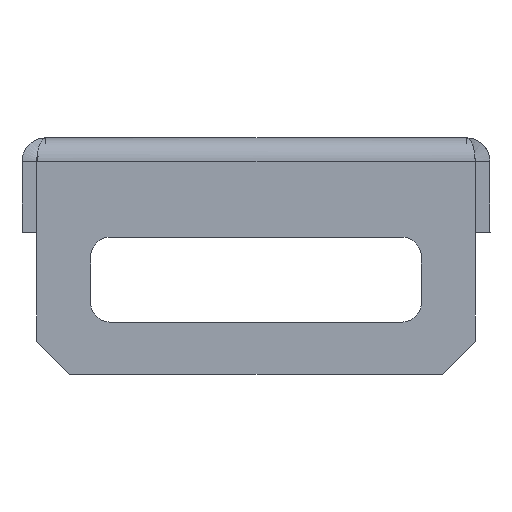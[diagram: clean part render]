
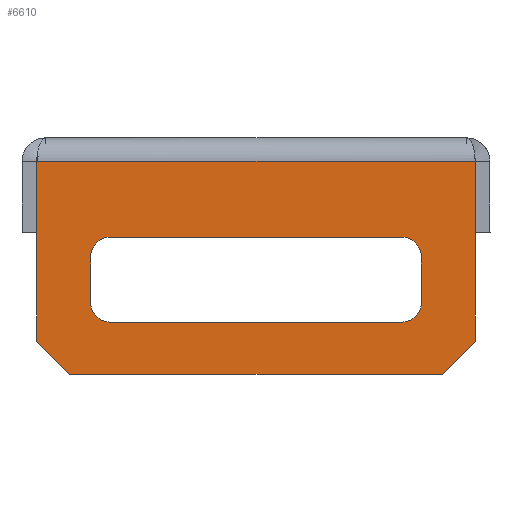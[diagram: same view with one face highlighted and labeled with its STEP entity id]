
A CAD part, left-side view. The second image highlights one B-rep face of the part: STEP entity #6610.
In plain terms, the highlighted planar face has unit normal (-1, 0, 0).
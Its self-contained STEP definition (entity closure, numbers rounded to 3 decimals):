
#206 = CARTESIAN_POINT ( 'NONE',  ( -206., 15.4, -12.6 ) ) ;
#262 = FACE_OUTER_BOUND ( 'NONE', #5278, .T. ) ;
#290 = EDGE_CURVE ( 'NONE', #927, #1558, #5107, .T. ) ;
#304 = DIRECTION ( 'NONE',  ( 0., -0.707, 0.707 ) ) ;
#319 = VERTEX_POINT ( 'NONE', #4635 ) ;
#326 = CARTESIAN_POINT ( 'NONE',  ( -206., -23.179, -21.5 ) ) ;
#343 = CARTESIAN_POINT ( 'NONE',  ( -206., 19.679, -25. ) ) ;
#387 = LINE ( 'NONE', #645, #5873 ) ;
#424 = CARTESIAN_POINT ( 'NONE',  ( -206., 2084.75, -25. ) ) ;
#452 = VECTOR ( 'NONE', #6944, 1000. ) ;
#480 = ORIENTED_EDGE ( 'NONE', *, *, #3949, .T. ) ;
#484 = DIRECTION ( 'NONE',  ( 1., 0., 0. ) ) ;
#562 = LINE ( 'NONE', #3973, #6238 ) ;
#645 = CARTESIAN_POINT ( 'NONE',  ( -206., 2084.75, -2.5 ) ) ;
#921 = CARTESIAN_POINT ( 'NONE',  ( -206., 23.179, -2.5 ) ) ;
#927 = VERTEX_POINT ( 'NONE', #5291 ) ;
#972 = EDGE_CURVE ( 'NONE', #3938, #4608, #5862, .T. ) ;
#1061 = CARTESIAN_POINT ( 'NONE',  ( -206., 17.5, -17.4 ) ) ;
#1226 = VECTOR ( 'NONE', #5362, 1000. ) ;
#1272 = EDGE_CURVE ( 'NONE', #2655, #927, #1746, .T. ) ;
#1362 = DIRECTION ( 'NONE',  ( 0., 0., -1. ) ) ;
#1397 = CARTESIAN_POINT ( 'NONE',  ( -206., -17.5, -12.6 ) ) ;
#1459 = CARTESIAN_POINT ( 'NONE',  ( -206., 17.5, -12.6 ) ) ;
#1558 = VERTEX_POINT ( 'NONE', #1061 ) ;
#1623 = ORIENTED_EDGE ( 'NONE', *, *, #290, .T. ) ;
#1692 = DIRECTION ( 'NONE',  ( 0., -1., 0. ) ) ;
#1746 = LINE ( 'NONE', #5167, #2856 ) ;
#1788 = AXIS2_PLACEMENT_3D ( 'NONE', #206, #6748, #5663 ) ;
#1883 = DIRECTION ( 'NONE',  ( 0., 1., 0. ) ) ;
#1891 = FACE_BOUND ( 'NONE', #5746, .T. ) ;
#1905 = LINE ( 'NONE', #1459, #452 ) ;
#2019 = LINE ( 'NONE', #2456, #2112 ) ;
#2112 = VECTOR ( 'NONE', #1362, 1000. ) ;
#2310 = VERTEX_POINT ( 'NONE', #6858 ) ;
#2358 = VECTOR ( 'NONE', #5840, 1000. ) ;
#2444 = ORIENTED_EDGE ( 'NONE', *, *, #3221, .F. ) ;
#2456 = CARTESIAN_POINT ( 'NONE',  ( -206., -17.5, -12.6 ) ) ;
#2479 = AXIS2_PLACEMENT_3D ( 'NONE', #3147, #5249, #6940 ) ;
#2515 = EDGE_CURVE ( 'NONE', #4608, #7092, #3102, .T. ) ;
#2589 = CARTESIAN_POINT ( 'NONE',  ( -206., 19.679, -25. ) ) ;
#2601 = VECTOR ( 'NONE', #3647, 1000. ) ;
#2604 = DIRECTION ( 'NONE',  ( 0., 0., 1. ) ) ;
#2655 = VERTEX_POINT ( 'NONE', #6054 ) ;
#2792 = VERTEX_POINT ( 'NONE', #6275 ) ;
#2813 = VERTEX_POINT ( 'NONE', #4605 ) ;
#2834 = CARTESIAN_POINT ( 'NONE',  ( -206., -23.179, -25. ) ) ;
#2856 = VECTOR ( 'NONE', #1883, 1000. ) ;
#3102 = CIRCLE ( 'NONE', #3807, 2.1 ) ;
#3147 = CARTESIAN_POINT ( 'NONE',  ( -206., -15.4, -17.4 ) ) ;
#3165 = PLANE ( 'NONE',  #3321 ) ;
#3221 = EDGE_CURVE ( 'NONE', #3853, #5769, #5176, .T. ) ;
#3287 = EDGE_CURVE ( 'NONE', #7052, #2310, #562, .T. ) ;
#3321 = AXIS2_PLACEMENT_3D ( 'NONE', #424, #4217, #4269 ) ;
#3366 = DIRECTION ( 'NONE',  ( 0., -1., 0. ) ) ;
#3647 = DIRECTION ( 'NONE',  ( 0., -0.707, -0.707 ) ) ;
#3648 = CIRCLE ( 'NONE', #2479, 2.1 ) ;
#3774 = VECTOR ( 'NONE', #6678, 1000. ) ;
#3807 = AXIS2_PLACEMENT_3D ( 'NONE', #6511, #484, #2604 ) ;
#3847 = EDGE_CURVE ( 'NONE', #5560, #3853, #387, .T. ) ;
#3853 = VERTEX_POINT ( 'NONE', #4485 ) ;
#3859 = ORIENTED_EDGE ( 'NONE', *, *, #6527, .T. ) ;
#3896 = AXIS2_PLACEMENT_3D ( 'NONE', #5629, #6201, #4089 ) ;
#3912 = LINE ( 'NONE', #4251, #2358 ) ;
#3938 = VERTEX_POINT ( 'NONE', #5127 ) ;
#3949 = EDGE_CURVE ( 'NONE', #7092, #319, #2019, .T. ) ;
#3973 = CARTESIAN_POINT ( 'NONE',  ( -206., 2084.75, -25. ) ) ;
#4018 = EDGE_CURVE ( 'NONE', #2792, #5560, #3912, .T. ) ;
#4020 = ORIENTED_EDGE ( 'NONE', *, *, #5164, .T. ) ;
#4027 = EDGE_CURVE ( 'NONE', #319, #2655, #3648, .T. ) ;
#4089 = DIRECTION ( 'NONE',  ( 0., 0., 1. ) ) ;
#4217 = DIRECTION ( 'NONE',  ( 1., 0., 0. ) ) ;
#4251 = CARTESIAN_POINT ( 'NONE',  ( -206., 23.179, -25. ) ) ;
#4269 = DIRECTION ( 'NONE',  ( 0., 0., -1. ) ) ;
#4369 = CARTESIAN_POINT ( 'NONE',  ( -206., -15.4, -10.5 ) ) ;
#4485 = CARTESIAN_POINT ( 'NONE',  ( -206., -23.179, -2.5 ) ) ;
#4605 = CARTESIAN_POINT ( 'NONE',  ( -206., 17.5, -12.6 ) ) ;
#4608 = VERTEX_POINT ( 'NONE', #4369 ) ;
#4635 = CARTESIAN_POINT ( 'NONE',  ( -206., -17.5, -17.4 ) ) ;
#4755 = ORIENTED_EDGE ( 'NONE', *, *, #972, .T. ) ;
#5084 = LINE ( 'NONE', #2589, #2601 ) ;
#5107 = CIRCLE ( 'NONE', #3896, 2.1 ) ;
#5127 = CARTESIAN_POINT ( 'NONE',  ( -206., 15.4, -10.5 ) ) ;
#5164 = EDGE_CURVE ( 'NONE', #2813, #3938, #5683, .T. ) ;
#5167 = CARTESIAN_POINT ( 'NONE',  ( -206., 15.4, -19.5 ) ) ;
#5176 = LINE ( 'NONE', #2834, #3774 ) ;
#5221 = ORIENTED_EDGE ( 'NONE', *, *, #1272, .T. ) ;
#5249 = DIRECTION ( 'NONE',  ( 1., 0., 0. ) ) ;
#5278 = EDGE_LOOP ( 'NONE', ( #6848, #6197, #6504, #3859, #2444, #6252 ) ) ;
#5291 = CARTESIAN_POINT ( 'NONE',  ( -206., 15.4, -19.5 ) ) ;
#5362 = DIRECTION ( 'NONE',  ( 0., -1., 0. ) ) ;
#5494 = LINE ( 'NONE', #326, #6451 ) ;
#5560 = VERTEX_POINT ( 'NONE', #921 ) ;
#5563 = EDGE_CURVE ( 'NONE', #2792, #7052, #5084, .T. ) ;
#5629 = CARTESIAN_POINT ( 'NONE',  ( -206., 15.4, -17.4 ) ) ;
#5663 = DIRECTION ( 'NONE',  ( 0., 0., -1. ) ) ;
#5683 = CIRCLE ( 'NONE', #1788, 2.1 ) ;
#5746 = EDGE_LOOP ( 'NONE', ( #6110, #4020, #4755, #6364, #480, #6010, #5221, #1623 ) ) ;
#5769 = VERTEX_POINT ( 'NONE', #6482 ) ;
#5840 = DIRECTION ( 'NONE',  ( 0., 0., 1. ) ) ;
#5862 = LINE ( 'NONE', #6934, #1226 ) ;
#5873 = VECTOR ( 'NONE', #3366, 1000. ) ;
#6010 = ORIENTED_EDGE ( 'NONE', *, *, #4027, .T. ) ;
#6054 = CARTESIAN_POINT ( 'NONE',  ( -206., -15.4, -19.5 ) ) ;
#6060 = EDGE_CURVE ( 'NONE', #1558, #2813, #1905, .T. ) ;
#6110 = ORIENTED_EDGE ( 'NONE', *, *, #6060, .T. ) ;
#6197 = ORIENTED_EDGE ( 'NONE', *, *, #5563, .T. ) ;
#6201 = DIRECTION ( 'NONE',  ( 1., 0., 0. ) ) ;
#6238 = VECTOR ( 'NONE', #1692, 1000. ) ;
#6252 = ORIENTED_EDGE ( 'NONE', *, *, #3847, .F. ) ;
#6275 = CARTESIAN_POINT ( 'NONE',  ( -206., 23.179, -21.5 ) ) ;
#6364 = ORIENTED_EDGE ( 'NONE', *, *, #2515, .T. ) ;
#6451 = VECTOR ( 'NONE', #304, 1000. ) ;
#6482 = CARTESIAN_POINT ( 'NONE',  ( -206., -23.179, -21.5 ) ) ;
#6504 = ORIENTED_EDGE ( 'NONE', *, *, #3287, .T. ) ;
#6511 = CARTESIAN_POINT ( 'NONE',  ( -206., -15.4, -12.6 ) ) ;
#6527 = EDGE_CURVE ( 'NONE', #2310, #5769, #5494, .T. ) ;
#6610 = ADVANCED_FACE ( 'NONE', ( #1891, #262 ), #3165, .F. ) ;
#6678 = DIRECTION ( 'NONE',  ( 0., 0., -1. ) ) ;
#6748 = DIRECTION ( 'NONE',  ( 1., 0., 0. ) ) ;
#6848 = ORIENTED_EDGE ( 'NONE', *, *, #4018, .F. ) ;
#6858 = CARTESIAN_POINT ( 'NONE',  ( -206., -19.679, -25. ) ) ;
#6934 = CARTESIAN_POINT ( 'NONE',  ( -206., 15.4, -10.5 ) ) ;
#6940 = DIRECTION ( 'NONE',  ( 0., 0., -1. ) ) ;
#6944 = DIRECTION ( 'NONE',  ( 0., 0., 1. ) ) ;
#7052 = VERTEX_POINT ( 'NONE', #343 ) ;
#7092 = VERTEX_POINT ( 'NONE', #1397 ) ;
